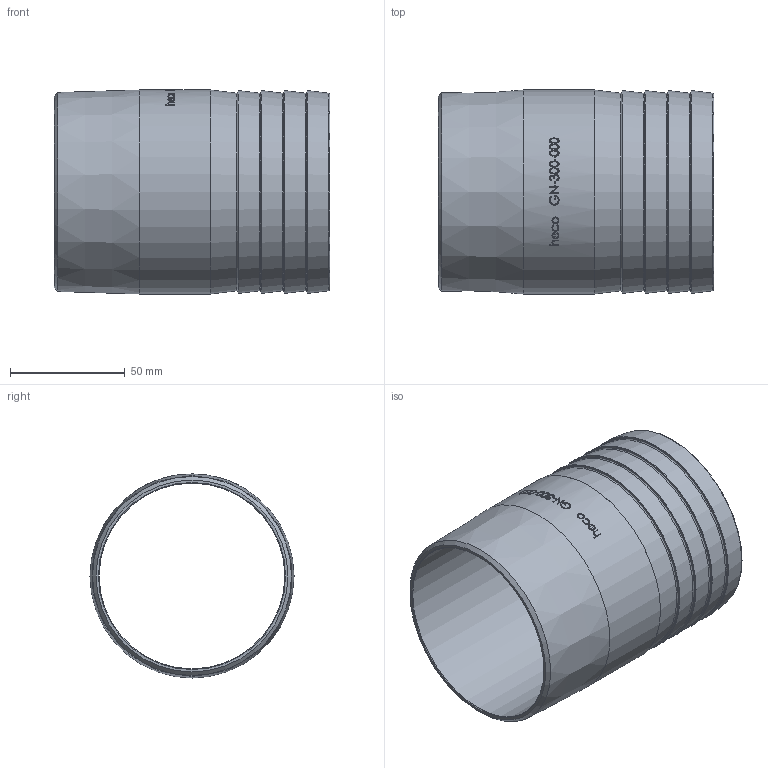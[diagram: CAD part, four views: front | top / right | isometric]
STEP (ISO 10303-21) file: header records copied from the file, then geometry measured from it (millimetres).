
FILE_DESCRIPTION (( 'STEP AP214' ), '1' );
FILE_NAME ('GN-300-000-x Gewindeschlauchnippel 2207.STEP', '2022-07-18T07:13:19', ( '' ), ( '' ), 'SwSTEP 2.0', 'SolidWorks 2019', '' );
FILE_SCHEMA (( 'AUTOMOTIVE_DESIGN' ));
Length unit declared in the file: millimetre
Products named in the file (1): GN-300-000-x Gewindeschlauchnippel 2207
Bounding box: 120 x 88.9 x 88.9 mm (x, y, z)
Volume: 110060.5 mm3; surface area: 65674.5 mm2
Topology: 1 solids, 1 shells, 189 faces, 489 edges, 323 vertices
Faces by surface type: bspline 109, plane 34, cylinder 23, cone 13, torus 10
Full cylindrical faces by diameter (mm): 80.9 x1, 88.9 x1
Entity records: 27188 total; most frequent: CARTESIAN_POINT 21954, ORIENTED_EDGE 900, EDGE_CURVE 450, B_SPLINE_CURVE_WITH_KNOTS 337, DIRECTION 336, VERTEX_POINT 309, EDGE_LOOP 237, FACE_OUTER_BOUND 201
